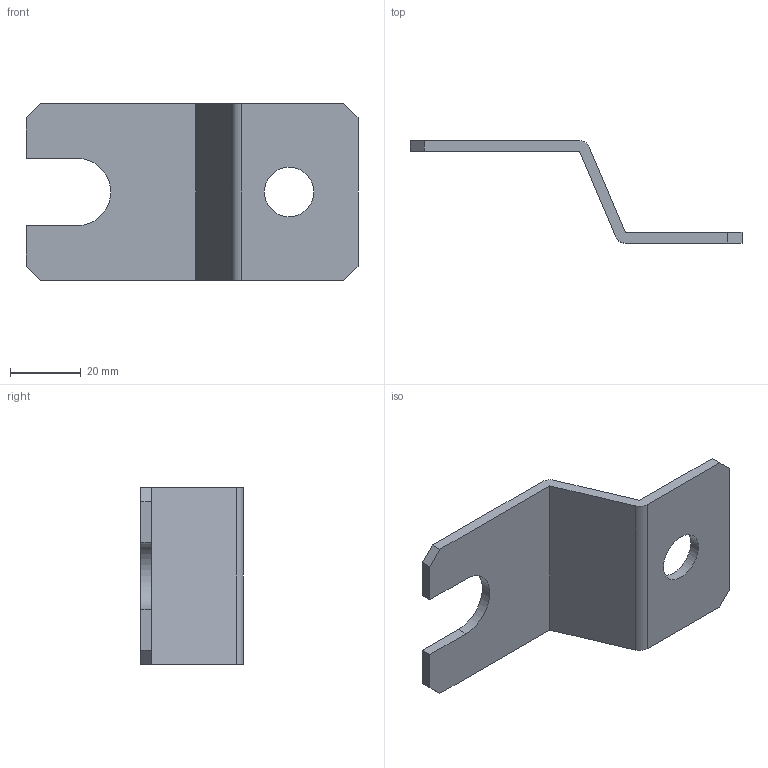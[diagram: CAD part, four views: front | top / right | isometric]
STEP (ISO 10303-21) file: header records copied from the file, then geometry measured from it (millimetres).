
FILE_DESCRIPTION (( 'STEP AP203' ), '1' );
FILE_NAME ('KC-1275-C-7.STEP', '2009-07-28T01:06:08', ( ' ' ), ( ' ' ), 'SwSTEP 2.0', 'SolidWorks 2007', '' );
FILE_SCHEMA (( 'CONFIG_CONTROL_DESIGN' ));
Length unit declared in the file: millimetre
Products named in the file (1): KC-1275-C-7
Bounding box: 94 x 29 x 50 mm (x, y, z)
Volume: 14804.3 mm3; surface area: 11057.4 mm2
Topology: 1 solids, 1 shells, 22 faces, 60 edges, 40 vertices
Faces by surface type: plane 17, cylinder 5
Entity records: 775 total; most frequent: CARTESIAN_POINT 123, ORIENTED_EDGE 120, DIRECTION 116, EDGE_CURVE 60, VECTOR 50, LINE 50, VERTEX_POINT 40, AXIS2_PLACEMENT_3D 33
